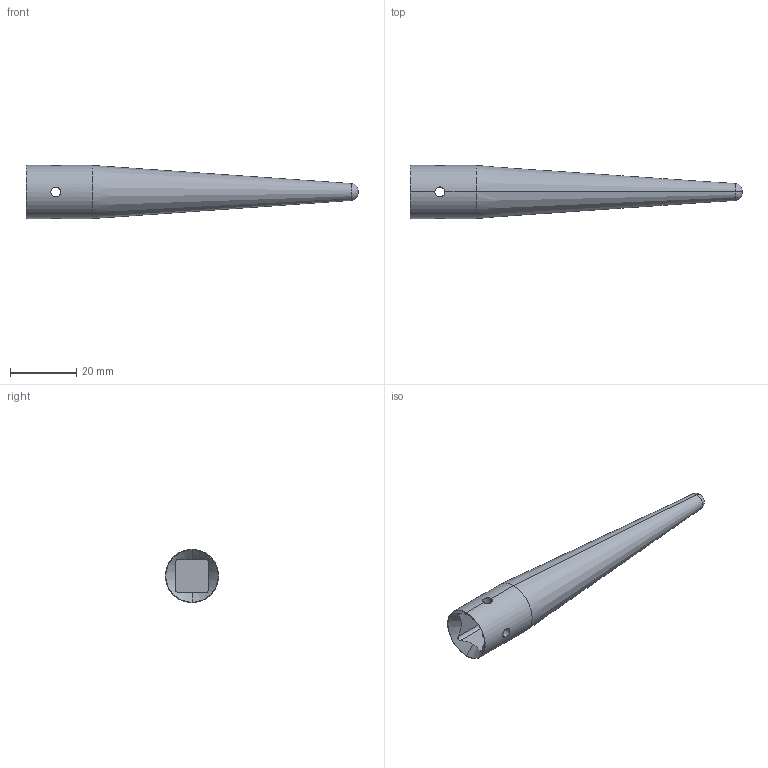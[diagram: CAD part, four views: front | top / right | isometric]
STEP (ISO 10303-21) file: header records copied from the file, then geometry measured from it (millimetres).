
FILE_DESCRIPTION (( 'STEP AP214' ), '1' );
FILE_NAME ('EmboutRemontageAxeArriereVérin.STEP', '2021-05-08T09:16:08', ( '' ), ( '' ), 'SwSTEP 2.0', 'SolidWorks 2018', '' );
FILE_SCHEMA (( 'AUTOMOTIVE_DESIGN' ));
Length unit declared in the file: millimetre
Products named in the file (1): EmboutRemontageAxeArriereVérin
Bounding box: 100 x 16 x 16 mm (x, y, z)
Volume: 9790.1 mm3; surface area: 4416.3 mm2
Topology: 1 solids, 1 shells, 27 faces, 70 edges, 44 vertices
Faces by surface type: cylinder 14, plane 7, cone 4, torus 2
Entity records: 1160 total; most frequent: CARTESIAN_POINT 464, ORIENTED_EDGE 140, DIRECTION 132, EDGE_CURVE 70, AXIS2_PLACEMENT_3D 52, VERTEX_POINT 44, EDGE_LOOP 34, VECTOR 28
